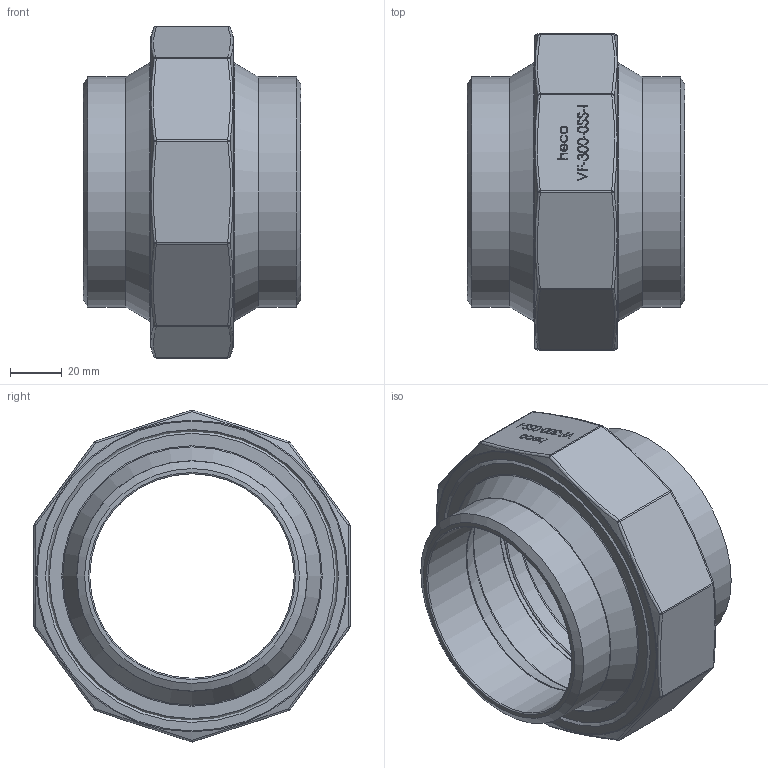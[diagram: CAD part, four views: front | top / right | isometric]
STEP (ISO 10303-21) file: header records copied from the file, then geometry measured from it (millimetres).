
FILE_DESCRIPTION (( 'STEP AP214' ), '1' );
FILE_NAME ('VF-300-0SS-I Verschraubung flach 2109.STEP', '2021-09-28T07:27:50', ( '' ), ( '' ), 'SwSTEP 2.0', 'SolidWorks 2019', '' );
FILE_SCHEMA (( 'AUTOMOTIVE_DESIGN' ));
Length unit declared in the file: millimetre
Products named in the file (1): VF-300-0SS-I Verschraubung flach 2109
Bounding box: 84 x 122 x 128.18 mm (x, y, z)
Volume: 277595.9 mm3; surface area: 96350.1 mm2
Topology: 4 solids, 4 shells, 297 faces, 719 edges, 447 vertices
Faces by surface type: bspline 126, plane 96, cylinder 23, torus 21, sphere 20, cone 11
Full cylindrical faces by diameter (mm): 78.9 x2, 88.5 x2, 88.9 x2, 90 x1, 104 x1, 105 x1, 109 x2, 110.07 x1, 113.03 x1
Entity records: 18039 total; most frequent: CARTESIAN_POINT 8891, ORIENTED_EDGE 1306, DIRECTION 861, EDGE_CURVE 653, VERTEX_POINT 434, EDGE_LOOP 375, FACE_OUTER_BOUND 331, UNCERTAINTY_MEASURE_WITH_UNIT 303
